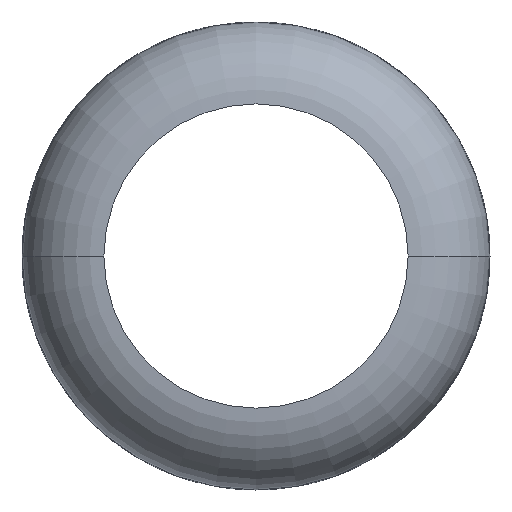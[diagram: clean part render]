
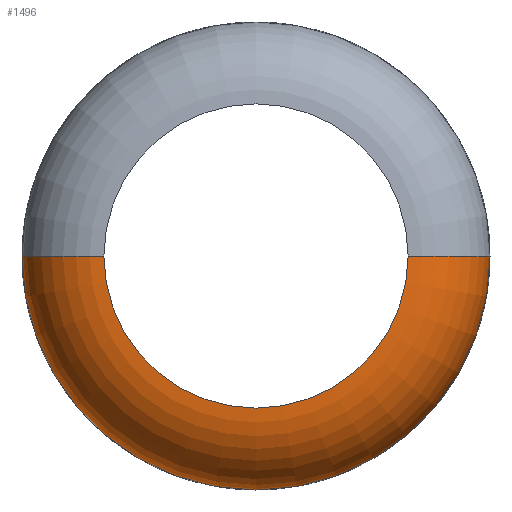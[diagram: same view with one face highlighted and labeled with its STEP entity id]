
A CAD part, front view. The second image highlights one B-rep face of the part: STEP entity #1496.
In plain terms, the highlighted toroidal (fillet/blend) face has major radius 1.3 mm and minor radius 0.7 mm.
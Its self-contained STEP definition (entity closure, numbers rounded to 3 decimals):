
#21=CARTESIAN_POINT('',(0.,0.,0.));
#22=DIRECTION('',(0.,-1.,0.));
#23=DIRECTION('',(-1.,0.,0.));
#24=AXIS2_PLACEMENT_3D('',#21,#22,#23);
#30=CARTESIAN_POINT('',(-1.3,0.7,0.));
#31=DIRECTION('',(0.,0.,-1.));
#32=DIRECTION('',(0.,-1.,0.));
#33=AXIS2_PLACEMENT_3D('',#30,#31,#32);
#227=CARTESIAN_POINT('',(0.,0.7,0.));
#228=DIRECTION('',(0.,-1.,0.));
#229=DIRECTION('',(-1.,0.,0.));
#230=AXIS2_PLACEMENT_3D('',#227,#228,#229);
#465=CARTESIAN_POINT('',(1.3,0.7,0.));
#466=DIRECTION('',(0.,0.,1.));
#467=DIRECTION('',(0.,-1.,0.));
#468=AXIS2_PLACEMENT_3D('',#465,#466,#467);
#1215=CARTESIAN_POINT('',(2.,0.7,0.));
#1216=CARTESIAN_POINT('',(-2.,0.7,0.));
#1217=VERTEX_POINT('',#1215);
#1218=VERTEX_POINT('',#1216);
#1219=CARTESIAN_POINT('',(-1.3,0.,0.));
#1220=VERTEX_POINT('',#1219);
#1221=CARTESIAN_POINT('',(1.3,0.,0.));
#1222=VERTEX_POINT('',#1221);
#1482=CARTESIAN_POINT('',(0.,0.7,0.));
#1483=DIRECTION('',(0.,1.,0.));
#1484=DIRECTION('',(-1.,0.,0.011));
#1485=AXIS2_PLACEMENT_3D('',#1482,#1483,#1484);
#1486=TOROIDAL_SURFACE('',#1485,1.3,0.7);
#1488=ORIENTED_EDGE('',*,*,#1487,.F.);
#1490=ORIENTED_EDGE('',*,*,#1489,.F.);
#1491=ORIENTED_EDGE('',*,*,#1472,.T.);
#1493=ORIENTED_EDGE('',*,*,#1492,.T.);
#1494=EDGE_LOOP('',(#1488,#1490,#1491,#1493));
#1495=FACE_OUTER_BOUND('',#1494,.F.);
#25=CIRCLE('',#24,1.3);
#34=CIRCLE('',#33,0.7);
#231=CIRCLE('',#230,2.);
#469=CIRCLE('',#468,0.7);
#1472=EDGE_CURVE('',#1220,#1222,#25,.T.);
#1487=EDGE_CURVE('',#1218,#1217,#231,.T.);
#1489=EDGE_CURVE('',#1220,#1218,#34,.T.);
#1492=EDGE_CURVE('',#1222,#1217,#469,.T.);
#1496=ADVANCED_FACE('',(#1495),#1486,.T.);
